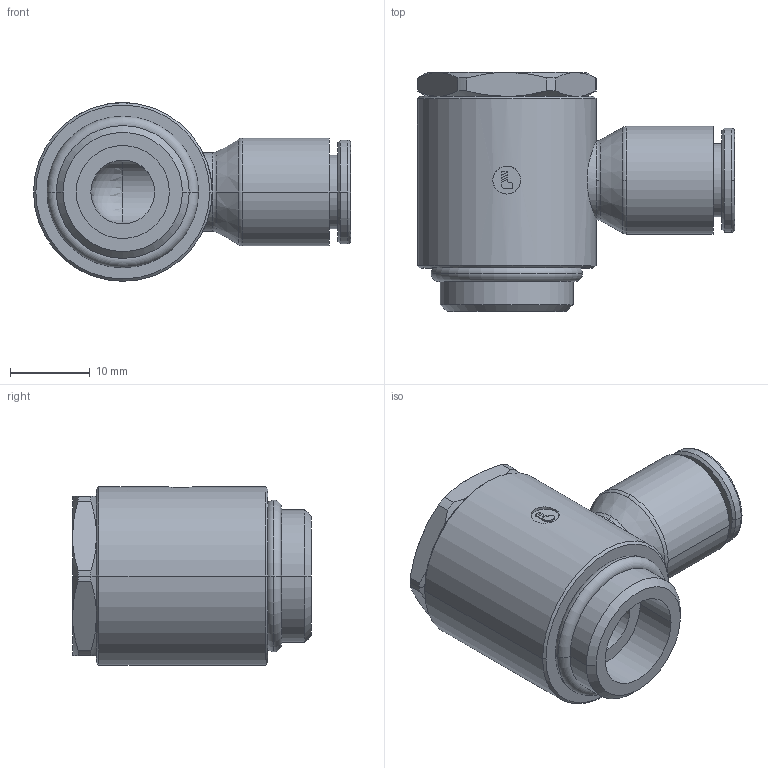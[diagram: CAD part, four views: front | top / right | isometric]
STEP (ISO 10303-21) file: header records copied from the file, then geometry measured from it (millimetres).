
FILE_DESCRIPTION(('STEP AP203'),'1');
FILE_NAME('3118_08_17.stp','2019-05-13T11:42:12',('TraceParts'),('TraceParts S.A.'),'Spatial InterOp 3D',' ',' ');
FILE_SCHEMA(('CONFIG_CONTROL_DESIGN'));
Length unit declared in the file: millimetre
Products named in the file (1): 1
Bounding box: 39.75 x 29.95 x 22.4 mm (x, y, z)
Volume: 10461.7 mm3; surface area: 4815.3 mm2
Topology: 1 solids, 2 shells, 107 faces, 257 edges, 160 vertices
Faces by surface type: cylinder 34, plane 32, cone 28, torus 12, sphere 1
Entity records: 3314 total; most frequent: CARTESIAN_POINT 754, DIRECTION 570, ORIENTED_EDGE 510, EDGE_CURVE 255, AXIS2_PLACEMENT_3D 238, VERTEX_POINT 160, CIRCLE 128, EDGE_LOOP 119
